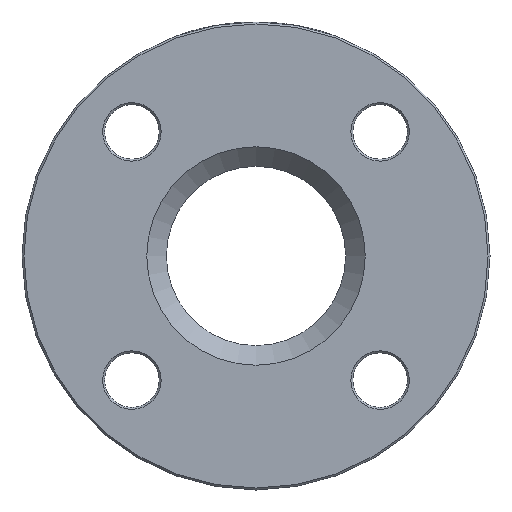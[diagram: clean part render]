
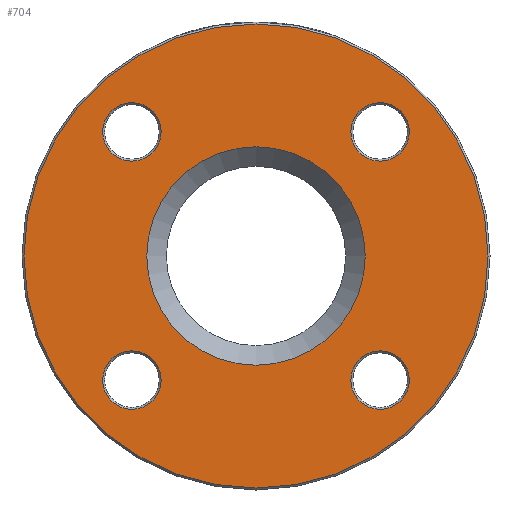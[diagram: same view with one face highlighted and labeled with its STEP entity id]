
A CAD part, left-side view. The second image highlights one B-rep face of the part: STEP entity #704.
In plain terms, the highlighted planar face has unit normal (-1, 0, 0).
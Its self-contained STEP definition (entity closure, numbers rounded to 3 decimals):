
#66 = ORIENTED_EDGE ( 'NONE', *, *, #501, .T. ) ;
#154 = AXIS2_PLACEMENT_3D ( 'NONE', #2542, #3876, #2233 ) ;
#169 = DIRECTION ( 'NONE',  ( -1., 0., 0. ) ) ;
#178 = CARTESIAN_POINT ( 'NONE',  ( 0., 0., 0. ) ) ;
#267 = ORIENTED_EDGE ( 'NONE', *, *, #1170, .T. ) ;
#304 = VERTEX_POINT ( 'NONE', #1307 ) ;
#305 = ORIENTED_EDGE ( 'NONE', *, *, #2731, .T. ) ;
#415 = AXIS2_PLACEMENT_3D ( 'NONE', #178, #1753, #2744 ) ;
#501 = EDGE_CURVE ( 'NONE', #3868, #3868, #2256, .T. ) ;
#567 = CIRCLE ( 'NONE', #739, 7.5 ) ;
#704 = ADVANCED_FACE ( 'NONE', ( #3228, #2900, #1962, #928, #3567, #3252 ), #1275, .F. ) ;
#721 = CARTESIAN_POINT ( 'NONE',  ( 0., 0., 0. ) ) ;
#728 = VERTEX_POINT ( 'NONE', #2298 ) ;
#739 = AXIS2_PLACEMENT_3D ( 'NONE', #2332, #2063, #3989 ) ;
#928 = FACE_BOUND ( 'NONE', #3603, .T. ) ;
#956 = VERTEX_POINT ( 'NONE', #2892 ) ;
#968 = ORIENTED_EDGE ( 'NONE', *, *, #3908, .T. ) ;
#1023 = EDGE_LOOP ( 'NONE', ( #267 ) ) ;
#1136 = EDGE_LOOP ( 'NONE', ( #66 ) ) ;
#1170 = EDGE_CURVE ( 'NONE', #1932, #1932, #3515, .T. ) ;
#1228 = ORIENTED_EDGE ( 'NONE', *, *, #2616, .T. ) ;
#1275 = PLANE ( 'NONE',  #154 ) ;
#1307 = CARTESIAN_POINT ( 'NONE',  ( 0., 0., -28. ) ) ;
#1382 = DIRECTION ( 'NONE',  ( 0., 0., -1. ) ) ;
#1607 = VERTEX_POINT ( 'NONE', #2849 ) ;
#1623 = DIRECTION ( 'NONE',  ( 0., 0., -1. ) ) ;
#1739 = AXIS2_PLACEMENT_3D ( 'NONE', #2250, #3550, #3757 ) ;
#1746 = EDGE_LOOP ( 'NONE', ( #3637 ) ) ;
#1753 = DIRECTION ( 'NONE',  ( 1., 0., 0. ) ) ;
#1810 = EDGE_LOOP ( 'NONE', ( #1228 ) ) ;
#1932 = VERTEX_POINT ( 'NONE', #2181 ) ;
#1962 = FACE_BOUND ( 'NONE', #1746, .T. ) ;
#1990 = CIRCLE ( 'NONE', #415, 28. ) ;
#2002 = CARTESIAN_POINT ( 'NONE',  ( 0., -31.82, 31.82 ) ) ;
#2063 = DIRECTION ( 'NONE',  ( 1., 0., 0. ) ) ;
#2082 = CIRCLE ( 'NONE', #1739, 7.5 ) ;
#2181 = CARTESIAN_POINT ( 'NONE',  ( 0., 31.82, -39.32 ) ) ;
#2187 = EDGE_LOOP ( 'NONE', ( #305 ) ) ;
#2233 = DIRECTION ( 'NONE',  ( 0., 0., -1. ) ) ;
#2250 = CARTESIAN_POINT ( 'NONE',  ( 0., -31.82, -31.82 ) ) ;
#2256 = CIRCLE ( 'NONE', #4022, 59.5 ) ;
#2298 = CARTESIAN_POINT ( 'NONE',  ( 0., -31.82, -39.32 ) ) ;
#2332 = CARTESIAN_POINT ( 'NONE',  ( 0., 31.82, 31.82 ) ) ;
#2542 = CARTESIAN_POINT ( 'NONE',  ( 0., 23., 0. ) ) ;
#2616 = EDGE_CURVE ( 'NONE', #304, #304, #1990, .T. ) ;
#2731 = EDGE_CURVE ( 'NONE', #1607, #1607, #567, .T. ) ;
#2744 = DIRECTION ( 'NONE',  ( 0., 0., -1. ) ) ;
#2753 = EDGE_CURVE ( 'NONE', #956, #956, #2907, .T. ) ;
#2849 = CARTESIAN_POINT ( 'NONE',  ( 0., 31.82, 24.32 ) ) ;
#2892 = CARTESIAN_POINT ( 'NONE',  ( 0., -31.82, 24.32 ) ) ;
#2900 = FACE_OUTER_BOUND ( 'NONE', #1136, .T. ) ;
#2907 = CIRCLE ( 'NONE', #3809, 7.5 ) ;
#3013 = DIRECTION ( 'NONE',  ( 0., 0., -1. ) ) ;
#3040 = DIRECTION ( 'NONE',  ( 1., 0., 0. ) ) ;
#3218 = DIRECTION ( 'NONE',  ( 1., 0., 0. ) ) ;
#3228 = FACE_BOUND ( 'NONE', #1810, .T. ) ;
#3243 = CARTESIAN_POINT ( 'NONE',  ( 0., 0., -59.5 ) ) ;
#3252 = FACE_BOUND ( 'NONE', #2187, .T. ) ;
#3262 = CARTESIAN_POINT ( 'NONE',  ( 0., 31.82, -31.82 ) ) ;
#3515 = CIRCLE ( 'NONE', #4057, 7.5 ) ;
#3550 = DIRECTION ( 'NONE',  ( 1., 0., 0. ) ) ;
#3567 = FACE_BOUND ( 'NONE', #1023, .T. ) ;
#3603 = EDGE_LOOP ( 'NONE', ( #968 ) ) ;
#3637 = ORIENTED_EDGE ( 'NONE', *, *, #2753, .T. ) ;
#3757 = DIRECTION ( 'NONE',  ( 0., 0., -1. ) ) ;
#3809 = AXIS2_PLACEMENT_3D ( 'NONE', #2002, #3040, #3013 ) ;
#3868 = VERTEX_POINT ( 'NONE', #3243 ) ;
#3876 = DIRECTION ( 'NONE',  ( 1., 0., 0. ) ) ;
#3908 = EDGE_CURVE ( 'NONE', #728, #728, #2082, .T. ) ;
#3989 = DIRECTION ( 'NONE',  ( 0., 0., -1. ) ) ;
#4022 = AXIS2_PLACEMENT_3D ( 'NONE', #721, #169, #1382 ) ;
#4057 = AXIS2_PLACEMENT_3D ( 'NONE', #3262, #3218, #1623 ) ;
